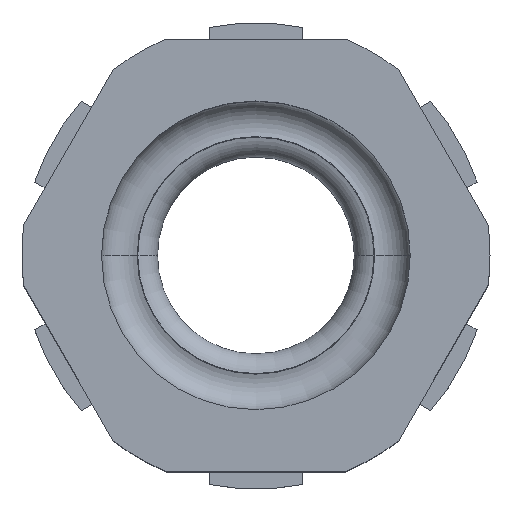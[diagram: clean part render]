
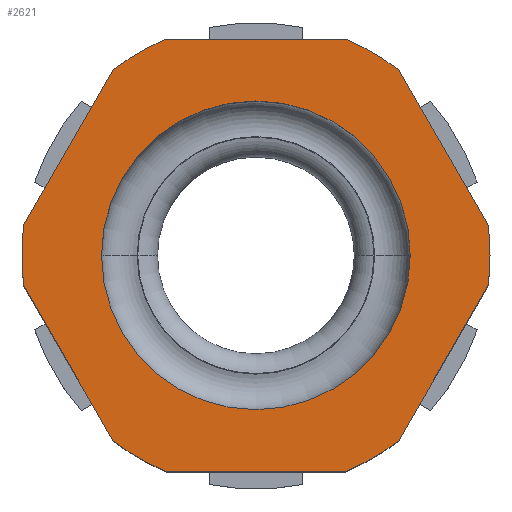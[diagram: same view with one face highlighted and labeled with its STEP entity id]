
A CAD part, top view. The second image highlights one B-rep face of the part: STEP entity #2621.
In plain terms, the highlighted planar face has unit normal (0, 0, 1).
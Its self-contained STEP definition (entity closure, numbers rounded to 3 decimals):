
#80 = LINE ( 'NONE', #81, #1581 ) ;
#81 = CARTESIAN_POINT ( 'NONE',  ( -14.722, 0., 30. ) ) ;
#82 = DIRECTION ( 'NONE',  ( 0.5, -0.866, 0. ) ) ;
#190 = LINE ( 'NONE', #191, #1631 ) ;
#191 = CARTESIAN_POINT ( 'NONE',  ( 7.361, 12.75, 30. ) ) ;
#192 = DIRECTION ( 'NONE',  ( -1., 0., 0. ) ) ;
#227 = CARTESIAN_POINT ( 'NONE',  ( 8.402, 10.948, 30. ) ) ;
#228 = CARTESIAN_POINT ( 'NONE',  ( 13.682, 1.802, 30. ) ) ;
#229 = CARTESIAN_POINT ( 'NONE',  ( 8.402, -10.948, 30. ) ) ;
#230 = CARTESIAN_POINT ( 'NONE',  ( 5.28, -12.75, 30. ) ) ;
#231 = CARTESIAN_POINT ( 'NONE',  ( -5.28, -12.75, 30. ) ) ;
#232 = CARTESIAN_POINT ( 'NONE',  ( -8.402, -10.948, 30. ) ) ;
#233 = CARTESIAN_POINT ( 'NONE',  ( -13.682, -1.802, 30. ) ) ;
#234 = CARTESIAN_POINT ( 'NONE',  ( -13.682, 1.802, 30. ) ) ;
#235 = CARTESIAN_POINT ( 'NONE',  ( -8.402, 10.948, 30. ) ) ;
#236 = CARTESIAN_POINT ( 'NONE',  ( -5.28, 12.75, 30. ) ) ;
#237 = CARTESIAN_POINT ( 'NONE',  ( 5.28, 12.75, 30. ) ) ;
#248 = CARTESIAN_POINT ( 'NONE',  ( 13.682, -1.802, 30. ) ) ;
#267 = LINE ( 'NONE', #268, #1635 ) ;
#268 = CARTESIAN_POINT ( 'NONE',  ( -7.361, 12.75, 30. ) ) ;
#269 = DIRECTION ( 'NONE',  ( -0.5, -0.866, 0. ) ) ;
#339 = EDGE_LOOP ( 'NONE', ( #404, #408 ) ) ;
#340 = EDGE_LOOP ( 'NONE', ( #406, #409, #407, #410, #411, #412, #413, #414, #415, #416, #418, #419, #417 ) ) ;
#404 = ORIENTED_EDGE ( 'NONE', *, *, #2785, .F. ) ;
#406 = ORIENTED_EDGE ( 'NONE', *, *, #2786, .T. ) ;
#407 = ORIENTED_EDGE ( 'NONE', *, *, #1449, .T. ) ;
#408 = ORIENTED_EDGE ( 'NONE', *, *, #2692, .F. ) ;
#409 = ORIENTED_EDGE ( 'NONE', *, *, #2784, .T. ) ;
#410 = ORIENTED_EDGE ( 'NONE', *, *, #2783, .T. ) ;
#411 = ORIENTED_EDGE ( 'NONE', *, *, #2560, .T. ) ;
#412 = ORIENTED_EDGE ( 'NONE', *, *, #2782, .T. ) ;
#413 = ORIENTED_EDGE ( 'NONE', *, *, #1414, .T. ) ;
#414 = ORIENTED_EDGE ( 'NONE', *, *, #2781, .T. ) ;
#415 = ORIENTED_EDGE ( 'NONE', *, *, #2791, .T. ) ;
#416 = ORIENTED_EDGE ( 'NONE', *, *, #2780, .T. ) ;
#417 = ORIENTED_EDGE ( 'NONE', *, *, #2779, .T. ) ;
#418 = ORIENTED_EDGE ( 'NONE', *, *, #2789, .T. ) ;
#419 = ORIENTED_EDGE ( 'NONE', *, *, #2711, .T. ) ;
#487 = CIRCLE ( 'NONE', #2024, 9.1 ) ;
#488 = CIRCLE ( 'NONE', #2066, 13.8 ) ;
#578 = CARTESIAN_POINT ( 'NONE',  ( 0., 0., 30. ) ) ;
#582 = DIRECTION ( 'NONE',  ( 0., 0., 1. ) ) ;
#583 = DIRECTION ( 'NONE',  ( 1., 0., 0. ) ) ;
#584 = CARTESIAN_POINT ( 'NONE',  ( 0., 0., 30. ) ) ;
#585 = DIRECTION ( 'NONE',  ( 0., 0., 1. ) ) ;
#586 = DIRECTION ( 'NONE',  ( 1., 0., 0. ) ) ;
#587 = CARTESIAN_POINT ( 'NONE',  ( 0., 0., 30. ) ) ;
#588 = DIRECTION ( 'NONE',  ( 0., 0., 1. ) ) ;
#589 = DIRECTION ( 'NONE',  ( 1., 0., 0. ) ) ;
#590 = CARTESIAN_POINT ( 'NONE',  ( 0., 0., 30. ) ) ;
#591 = DIRECTION ( 'NONE',  ( 0., 0., 1. ) ) ;
#592 = DIRECTION ( 'NONE',  ( 1., 0., 0. ) ) ;
#593 = CARTESIAN_POINT ( 'NONE',  ( 0., 0., 30. ) ) ;
#594 = DIRECTION ( 'NONE',  ( 0., 0., 1. ) ) ;
#595 = DIRECTION ( 'NONE',  ( 1., 0., 0. ) ) ;
#596 = CARTESIAN_POINT ( 'NONE',  ( 0., 0., 30. ) ) ;
#597 = DIRECTION ( 'NONE',  ( 0., 0., 1. ) ) ;
#598 = DIRECTION ( 'NONE',  ( 1., 0., 0. ) ) ;
#599 = CARTESIAN_POINT ( 'NONE',  ( 0., 0., 30. ) ) ;
#600 = DIRECTION ( 'NONE',  ( 0., 0., 1. ) ) ;
#601 = DIRECTION ( 'NONE',  ( 1., 0., 0. ) ) ;
#603 = LINE ( 'NONE', #604, #2243 ) ;
#604 = CARTESIAN_POINT ( 'NONE',  ( 14.722, 0., 30. ) ) ;
#605 = DIRECTION ( 'NONE',  ( -0.5, 0.866, 0. ) ) ;
#612 = LINE ( 'NONE', #613, #2246 ) ;
#613 = CARTESIAN_POINT ( 'NONE',  ( 7.361, -12.75, 30. ) ) ;
#614 = DIRECTION ( 'NONE',  ( 0.5, 0.866, 0. ) ) ;
#618 = LINE ( 'NONE', #619, #2249 ) ;
#619 = CARTESIAN_POINT ( 'NONE',  ( -7.361, -12.75, 30. ) ) ;
#620 = DIRECTION ( 'NONE',  ( 1., 0., 0. ) ) ;
#844 = CARTESIAN_POINT ( 'NONE',  ( 0., 0., 30. ) ) ;
#848 = DIRECTION ( 'NONE',  ( 0., 0., 1. ) ) ;
#849 = DIRECTION ( 'NONE',  ( 1., 0., 0. ) ) ;
#907 = CARTESIAN_POINT ( 'NONE',  ( 0., 0., 30. ) ) ;
#908 = DIRECTION ( 'NONE',  ( 0., 0., 1. ) ) ;
#909 = DIRECTION ( 'NONE',  ( 1., 0., 0. ) ) ;
#1051 = VERTEX_POINT ( 'NONE', #1268 ) ;
#1054 = VERTEX_POINT ( 'NONE', #1271 ) ;
#1086 = VERTEX_POINT ( 'NONE', #1303 ) ;
#1268 = CARTESIAN_POINT ( 'NONE',  ( 9.1, 0., 30. ) ) ;
#1271 = CARTESIAN_POINT ( 'NONE',  ( -9.1, 0., 30. ) ) ;
#1303 = CARTESIAN_POINT ( 'NONE',  ( 13.8, 0., 30. ) ) ;
#1331 = CIRCLE ( 'NONE', #2235, 13.8 ) ;
#1332 = CIRCLE ( 'NONE', #2236, 13.8 ) ;
#1333 = CIRCLE ( 'NONE', #2237, 13.8 ) ;
#1334 = CIRCLE ( 'NONE', #2239, 13.8 ) ;
#1335 = CIRCLE ( 'NONE', #2240, 13.8 ) ;
#1336 = CIRCLE ( 'NONE', #2241, 9.1 ) ;
#1361 = CIRCLE ( 'NONE', #2233, 13.8 ) ;
#1414 = EDGE_CURVE ( 'NONE', #2417, #2416, #80, .T. ) ;
#1449 = EDGE_CURVE ( 'NONE', #2421, #2420, #190, .T. ) ;
#1535 = FACE_OUTER_BOUND ( 'NONE', #340, .T. ) ;
#1537 = FACE_BOUND ( 'NONE', #339, .T. ) ;
#1542 = AXIS2_PLACEMENT_3D ( 'NONE', #1852, #1853, #1854 ) ;
#1581 = VECTOR ( 'NONE', #82, 1000. ) ;
#1631 = VECTOR ( 'NONE', #192, 1000. ) ;
#1635 = VECTOR ( 'NONE', #269, 1000. ) ;
#1851 = PLANE ( 'NONE',  #1542 ) ;
#1852 = CARTESIAN_POINT ( 'NONE',  ( 0., 0., 30. ) ) ;
#1853 = DIRECTION ( 'NONE',  ( 0., 0., 1. ) ) ;
#1854 = DIRECTION ( 'NONE',  ( 1., 0., 0. ) ) ;
#2024 = AXIS2_PLACEMENT_3D ( 'NONE', #844, #848, #849 ) ;
#2066 = AXIS2_PLACEMENT_3D ( 'NONE', #907, #908, #909 ) ;
#2233 = AXIS2_PLACEMENT_3D ( 'NONE', #578, #582, #583 ) ;
#2235 = AXIS2_PLACEMENT_3D ( 'NONE', #584, #585, #586 ) ;
#2236 = AXIS2_PLACEMENT_3D ( 'NONE', #587, #588, #589 ) ;
#2237 = AXIS2_PLACEMENT_3D ( 'NONE', #590, #591, #592 ) ;
#2239 = AXIS2_PLACEMENT_3D ( 'NONE', #593, #594, #595 ) ;
#2240 = AXIS2_PLACEMENT_3D ( 'NONE', #596, #597, #598 ) ;
#2241 = AXIS2_PLACEMENT_3D ( 'NONE', #599, #600, #601 ) ;
#2243 = VECTOR ( 'NONE', #605, 1000. ) ;
#2246 = VECTOR ( 'NONE', #614, 1000. ) ;
#2249 = VECTOR ( 'NONE', #620, 1000. ) ;
#2411 = VERTEX_POINT ( 'NONE', #227 ) ;
#2412 = VERTEX_POINT ( 'NONE', #228 ) ;
#2413 = VERTEX_POINT ( 'NONE', #229 ) ;
#2414 = VERTEX_POINT ( 'NONE', #230 ) ;
#2415 = VERTEX_POINT ( 'NONE', #231 ) ;
#2416 = VERTEX_POINT ( 'NONE', #232 ) ;
#2417 = VERTEX_POINT ( 'NONE', #233 ) ;
#2418 = VERTEX_POINT ( 'NONE', #234 ) ;
#2419 = VERTEX_POINT ( 'NONE', #235 ) ;
#2420 = VERTEX_POINT ( 'NONE', #236 ) ;
#2421 = VERTEX_POINT ( 'NONE', #237 ) ;
#2541 = VERTEX_POINT ( 'NONE', #248 ) ;
#2560 = EDGE_CURVE ( 'NONE', #2419, #2418, #267, .T. ) ;
#2621 = ADVANCED_FACE ( 'NONE', ( #1537, #1535 ), #1851, .T. ) ;
#2692 = EDGE_CURVE ( 'NONE', #1054, #1051, #487, .T. ) ;
#2711 = EDGE_CURVE ( 'NONE', #2541, #1086, #488, .T. ) ;
#2779 = EDGE_CURVE ( 'NONE', #1086, #2412, #1361, .T. ) ;
#2780 = EDGE_CURVE ( 'NONE', #2414, #2413, #1331, .T. ) ;
#2781 = EDGE_CURVE ( 'NONE', #2416, #2415, #1332, .T. ) ;
#2782 = EDGE_CURVE ( 'NONE', #2418, #2417, #1333, .T. ) ;
#2783 = EDGE_CURVE ( 'NONE', #2420, #2419, #1334, .T. ) ;
#2784 = EDGE_CURVE ( 'NONE', #2411, #2421, #1335, .T. ) ;
#2785 = EDGE_CURVE ( 'NONE', #1051, #1054, #1336, .T. ) ;
#2786 = EDGE_CURVE ( 'NONE', #2412, #2411, #603, .T. ) ;
#2789 = EDGE_CURVE ( 'NONE', #2413, #2541, #612, .T. ) ;
#2791 = EDGE_CURVE ( 'NONE', #2415, #2414, #618, .T. ) ;
